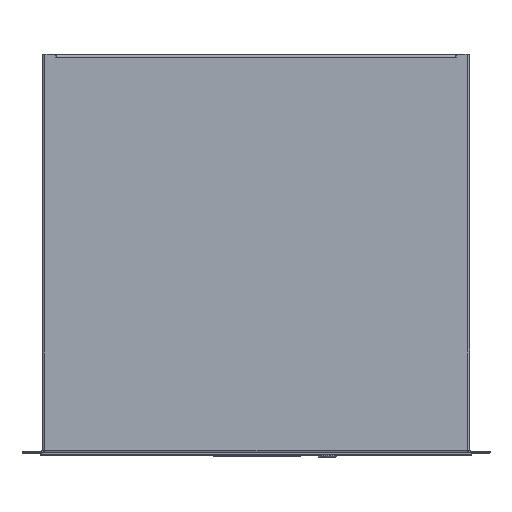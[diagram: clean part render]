
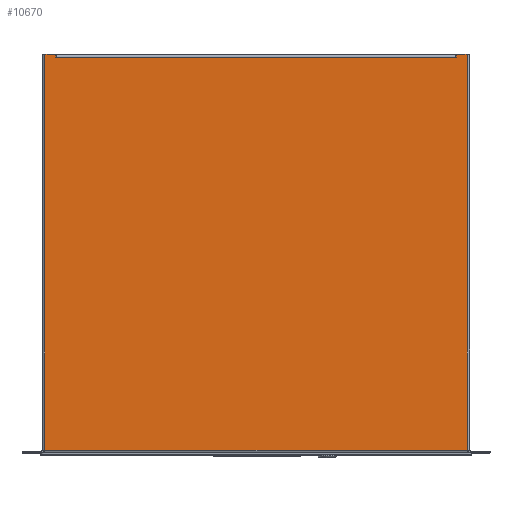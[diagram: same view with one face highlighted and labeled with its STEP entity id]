
A CAD part, top view. The second image highlights one B-rep face of the part: STEP entity #10670.
In plain terms, the highlighted planar face has unit normal (0, 0, 1).
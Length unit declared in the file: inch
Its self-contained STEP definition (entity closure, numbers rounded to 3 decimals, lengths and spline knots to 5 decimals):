
#156 = PLANE ( 'NONE',  #21131 ) ;
#353 = CARTESIAN_POINT ( 'NONE',  ( -8.57, 0.21, 6.031 ) ) ;
#527 = ORIENTED_EDGE ( 'NONE', *, *, #12031, .T. ) ;
#723 = LINE ( 'NONE', #3982, #19870 ) ;
#780 = CARTESIAN_POINT ( 'NONE',  ( -8.57, 16.277, 6.031 ) ) ;
#826 = CARTESIAN_POINT ( 'NONE',  ( -8.678, 16.277, 6.031 ) ) ;
#1337 = LINE ( 'NONE', #8534, #17389 ) ;
#1750 = CARTESIAN_POINT ( 'NONE',  ( -8.678, 16.277, 6.031 ) ) ;
#1924 = ORIENTED_EDGE ( 'NONE', *, *, #9093, .T. ) ;
#2176 = LINE ( 'NONE', #1750, #11452 ) ;
#2382 = VERTEX_POINT ( 'NONE', #7079 ) ;
#3334 = LINE ( 'NONE', #15041, #18019 ) ;
#3345 = LINE ( 'NONE', #7876, #20797 ) ;
#3615 = CARTESIAN_POINT ( 'NONE',  ( 8.106, 16.169, 6.031 ) ) ;
#3982 = CARTESIAN_POINT ( 'NONE',  ( 8.136, 16.277, 6.031 ) ) ;
#5480 = VECTOR ( 'NONE', #16169, 39.37008 ) ;
#5538 = DIRECTION ( 'NONE',  ( -1., 0., 0. ) ) ;
#5618 = ORIENTED_EDGE ( 'NONE', *, *, #11936, .T. ) ;
#5678 = CARTESIAN_POINT ( 'NONE',  ( -8.678, 0.21, 6.031 ) ) ;
#5944 = EDGE_CURVE ( 'NONE', #2382, #18326, #20372, .T. ) ;
#6177 = ORIENTED_EDGE ( 'NONE', *, *, #5944, .T. ) ;
#6927 = VECTOR ( 'NONE', #14419, 39.37008 ) ;
#7079 = CARTESIAN_POINT ( 'NONE',  ( -8.106, 16.169, 6.031 ) ) ;
#7318 = EDGE_CURVE ( 'NONE', #7973, #8111, #723, .T. ) ;
#7405 = LINE ( 'NONE', #826, #11413 ) ;
#7876 = CARTESIAN_POINT ( 'NONE',  ( 8.57, 16.277, 6.031 ) ) ;
#7973 = VERTEX_POINT ( 'NONE', #14390 ) ;
#8111 = VERTEX_POINT ( 'NONE', #8256 ) ;
#8179 = ORIENTED_EDGE ( 'NONE', *, *, #12071, .T. ) ;
#8256 = CARTESIAN_POINT ( 'NONE',  ( 8.136, 16.169, 6.031 ) ) ;
#8534 = CARTESIAN_POINT ( 'NONE',  ( 8.136, 16.169, 6.031 ) ) ;
#8590 = DIRECTION ( 'NONE',  ( 0., 1., 0. ) ) ;
#9093 = EDGE_CURVE ( 'NONE', #18326, #10203, #9410, .T. ) ;
#9410 = LINE ( 'NONE', #19429, #6927 ) ;
#9475 = EDGE_LOOP ( 'NONE', ( #11528, #527, #6177, #1924, #19716, #12275, #17654, #5618, #8179, #20202 ) ) ;
#9495 = VERTEX_POINT ( 'NONE', #353 ) ;
#9520 = CARTESIAN_POINT ( 'NONE',  ( -8.678, 16.169, 6.031 ) ) ;
#10021 = EDGE_CURVE ( 'NONE', #9495, #13399, #17476, .T. ) ;
#10181 = DIRECTION ( 'NONE',  ( -1., 0., 0. ) ) ;
#10203 = VERTEX_POINT ( 'NONE', #13629 ) ;
#10654 = DIRECTION ( 'NONE',  ( -1., 0., 0. ) ) ;
#10670 = ADVANCED_FACE ( 'NONE', ( #11637 ), #156, .T. ) ;
#11413 = VECTOR ( 'NONE', #5538, 39.37008 ) ;
#11452 = VECTOR ( 'NONE', #16909, 39.37008 ) ;
#11528 = ORIENTED_EDGE ( 'NONE', *, *, #17562, .T. ) ;
#11637 = FACE_OUTER_BOUND ( 'NONE', #9475, .T. ) ;
#11936 = EDGE_CURVE ( 'NONE', #13399, #18565, #3345, .T. ) ;
#11981 = LINE ( 'NONE', #9520, #5480 ) ;
#12031 = EDGE_CURVE ( 'NONE', #19333, #2382, #11981, .T. ) ;
#12071 = EDGE_CURVE ( 'NONE', #18565, #7973, #7405, .T. ) ;
#12275 = ORIENTED_EDGE ( 'NONE', *, *, #15657, .T. ) ;
#12332 = DIRECTION ( 'NONE',  ( 1., 0., 0. ) ) ;
#13008 = VERTEX_POINT ( 'NONE', #780 ) ;
#13399 = VERTEX_POINT ( 'NONE', #20601 ) ;
#13629 = CARTESIAN_POINT ( 'NONE',  ( -8.136, 16.277, 6.031 ) ) ;
#14390 = CARTESIAN_POINT ( 'NONE',  ( 8.136, 16.277, 6.031 ) ) ;
#14419 = DIRECTION ( 'NONE',  ( 0., 1., 0. ) ) ;
#15041 = CARTESIAN_POINT ( 'NONE',  ( -8.57, 16.277, 6.031 ) ) ;
#15359 = DIRECTION ( 'NONE',  ( 0., 0., 1. ) ) ;
#15657 = EDGE_CURVE ( 'NONE', #13008, #9495, #3334, .T. ) ;
#16169 = DIRECTION ( 'NONE',  ( -1., 0., 0. ) ) ;
#16774 = DIRECTION ( 'NONE',  ( 1., 0., 0. ) ) ;
#16909 = DIRECTION ( 'NONE',  ( -1., 0., 0. ) ) ;
#17117 = CARTESIAN_POINT ( 'NONE',  ( 8.136, 16.169, 6.031 ) ) ;
#17389 = VECTOR ( 'NONE', #10181, 39.37008 ) ;
#17476 = LINE ( 'NONE', #5678, #18315 ) ;
#17562 = EDGE_CURVE ( 'NONE', #8111, #19333, #1337, .T. ) ;
#17654 = ORIENTED_EDGE ( 'NONE', *, *, #10021, .T. ) ;
#18019 = VECTOR ( 'NONE', #18621, 39.37008 ) ;
#18297 = CARTESIAN_POINT ( 'NONE',  ( -8.678, 16.277, 6.031 ) ) ;
#18315 = VECTOR ( 'NONE', #12332, 39.37008 ) ;
#18326 = VERTEX_POINT ( 'NONE', #18772 ) ;
#18565 = VERTEX_POINT ( 'NONE', #19306 ) ;
#18621 = DIRECTION ( 'NONE',  ( 0., -1., 0. ) ) ;
#18772 = CARTESIAN_POINT ( 'NONE',  ( -8.136, 16.169, 6.031 ) ) ;
#19306 = CARTESIAN_POINT ( 'NONE',  ( 8.57, 16.277, 6.031 ) ) ;
#19333 = VERTEX_POINT ( 'NONE', #3615 ) ;
#19429 = CARTESIAN_POINT ( 'NONE',  ( -8.136, 16.277, 6.031 ) ) ;
#19504 = VECTOR ( 'NONE', #10654, 39.37008 ) ;
#19716 = ORIENTED_EDGE ( 'NONE', *, *, #20827, .T. ) ;
#19870 = VECTOR ( 'NONE', #20600, 39.37008 ) ;
#20202 = ORIENTED_EDGE ( 'NONE', *, *, #7318, .T. ) ;
#20372 = LINE ( 'NONE', #17117, #19504 ) ;
#20600 = DIRECTION ( 'NONE',  ( 0., -1., 0. ) ) ;
#20601 = CARTESIAN_POINT ( 'NONE',  ( 8.57, 0.21, 6.031 ) ) ;
#20797 = VECTOR ( 'NONE', #8590, 39.37008 ) ;
#20827 = EDGE_CURVE ( 'NONE', #10203, #13008, #2176, .T. ) ;
#21131 = AXIS2_PLACEMENT_3D ( 'NONE', #18297, #15359, #16774 ) ;
